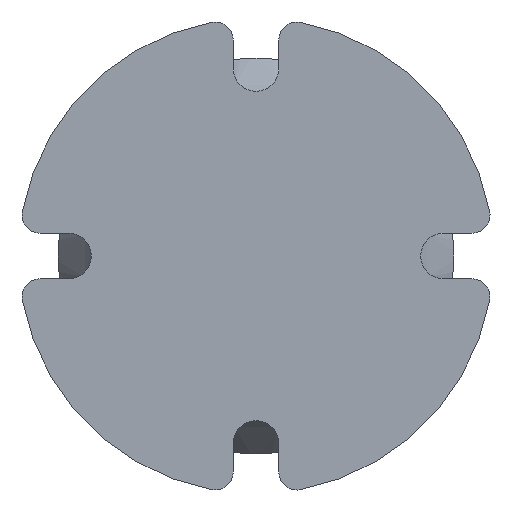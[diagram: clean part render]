
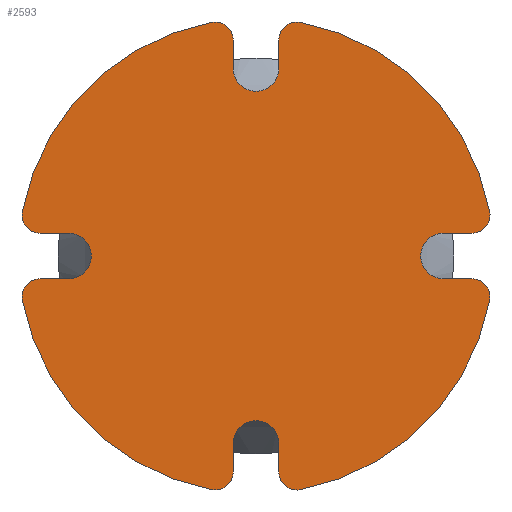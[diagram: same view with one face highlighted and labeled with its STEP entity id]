
A CAD part, front view. The second image highlights one B-rep face of the part: STEP entity #2593.
In plain terms, the highlighted planar face has unit normal (0, -1, 0).
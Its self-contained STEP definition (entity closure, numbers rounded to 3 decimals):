
#1=CARTESIAN_POINT('',(-4.5,0.,23.574));
#2=DIRECTION('',(0.,-1.,0.));
#3=DIRECTION('',(1.,0.,0.));
#4=AXIS2_PLACEMENT_3D('',#1,#2,#3);
#6=DIRECTION('',(0.,0.,-1.));
#7=VECTOR('',#6,3.074);
#8=CARTESIAN_POINT('',(-2.5,0.,23.574));
#9=LINE('',#8,#7);
#10=CARTESIAN_POINT('',(0.,0.,20.5));
#11=DIRECTION('',(0.,-1.,0.));
#12=DIRECTION('',(-1.,0.,0.));
#13=AXIS2_PLACEMENT_3D('',#10,#11,#12);
#15=DIRECTION('',(0.,0.,-1.));
#16=VECTOR('',#15,3.074);
#17=CARTESIAN_POINT('',(2.5,0.,23.574));
#18=LINE('',#17,#16);
#19=CARTESIAN_POINT('',(4.5,0.,23.574));
#20=DIRECTION('',(0.,-1.,0.));
#21=DIRECTION('',(0.188,0.,0.982));
#22=AXIS2_PLACEMENT_3D('',#19,#20,#21);
#24=CARTESIAN_POINT('',(0.,0.,0.));
#25=DIRECTION('',(0.,1.,0.));
#26=DIRECTION('',(0.188,0.,0.982));
#27=AXIS2_PLACEMENT_3D('',#24,#25,#26);
#29=CARTESIAN_POINT('',(23.574,0.,4.5));
#30=DIRECTION('',(0.,-1.,0.));
#31=DIRECTION('',(0.,0.,-1.));
#32=AXIS2_PLACEMENT_3D('',#29,#30,#31);
#34=DIRECTION('',(-1.,0.,0.));
#35=VECTOR('',#34,3.074);
#36=CARTESIAN_POINT('',(23.574,0.,2.5));
#37=LINE('',#36,#35);
#38=DIRECTION('',(-1.,0.,0.));
#39=VECTOR('',#38,3.074);
#40=CARTESIAN_POINT('',(23.574,0.,-2.5));
#41=LINE('',#40,#39);
#42=CARTESIAN_POINT('',(23.574,0.,-4.5));
#43=DIRECTION('',(0.,-1.,0.));
#44=DIRECTION('',(0.982,0.,-0.188));
#45=AXIS2_PLACEMENT_3D('',#42,#43,#44);
#47=CARTESIAN_POINT('',(0.,0.,0.));
#48=DIRECTION('',(0.,1.,0.));
#49=DIRECTION('',(0.982,0.,-0.188));
#50=AXIS2_PLACEMENT_3D('',#47,#48,#49);
#52=CARTESIAN_POINT('',(4.5,0.,-23.574));
#53=DIRECTION('',(0.,-1.,0.));
#54=DIRECTION('',(-1.,0.,0.));
#55=AXIS2_PLACEMENT_3D('',#52,#53,#54);
#57=DIRECTION('',(0.,0.,1.));
#58=VECTOR('',#57,3.074);
#59=CARTESIAN_POINT('',(2.5,0.,-23.574));
#60=LINE('',#59,#58);
#61=CARTESIAN_POINT('',(0.,0.,-20.5));
#62=DIRECTION('',(0.,-1.,0.));
#63=DIRECTION('',(1.,0.,0.));
#64=AXIS2_PLACEMENT_3D('',#61,#62,#63);
#66=DIRECTION('',(0.,0.,1.));
#67=VECTOR('',#66,3.074);
#68=CARTESIAN_POINT('',(-2.5,0.,-23.574));
#69=LINE('',#68,#67);
#70=CARTESIAN_POINT('',(-4.5,0.,-23.574));
#71=DIRECTION('',(0.,-1.,0.));
#72=DIRECTION('',(-0.188,0.,-0.982));
#73=AXIS2_PLACEMENT_3D('',#70,#71,#72);
#75=CARTESIAN_POINT('',(0.,0.,0.));
#76=DIRECTION('',(0.,1.,0.));
#77=DIRECTION('',(-0.188,0.,-0.982));
#78=AXIS2_PLACEMENT_3D('',#75,#76,#77);
#80=CARTESIAN_POINT('',(-23.574,0.,-4.5));
#81=DIRECTION('',(0.,-1.,0.));
#82=DIRECTION('',(0.,0.,1.));
#83=AXIS2_PLACEMENT_3D('',#80,#81,#82);
#85=DIRECTION('',(1.,0.,0.));
#86=VECTOR('',#85,3.074);
#87=CARTESIAN_POINT('',(-23.574,0.,-2.5));
#88=LINE('',#87,#86);
#89=DIRECTION('',(1.,0.,0.));
#90=VECTOR('',#89,3.074);
#91=CARTESIAN_POINT('',(-23.574,0.,2.5));
#92=LINE('',#91,#90);
#93=CARTESIAN_POINT('',(-23.574,0.,4.5));
#94=DIRECTION('',(0.,-1.,0.));
#95=DIRECTION('',(-0.982,0.,0.188));
#96=AXIS2_PLACEMENT_3D('',#93,#94,#95);
#98=CARTESIAN_POINT('',(0.,0.,0.));
#99=DIRECTION('',(0.,1.,0.));
#100=DIRECTION('',(-0.982,0.,0.188));
#101=AXIS2_PLACEMENT_3D('',#98,#99,#100);
#2107=CARTESIAN_POINT('',(-20.5,0.,0.));
#2108=DIRECTION('',(0.,1.,0.));
#2109=DIRECTION('',(0.,0.,1.));
#2110=AXIS2_PLACEMENT_3D('',#2107,#2108,#2109);
#2189=CARTESIAN_POINT('',(20.5,0.,0.));
#2190=DIRECTION('',(0.,1.,0.));
#2191=DIRECTION('',(0.,0.,-1.));
#2192=AXIS2_PLACEMENT_3D('',#2189,#2190,#2191);
#2274=CARTESIAN_POINT('',(-2.5,0.,-20.5));
#2276=VERTEX_POINT('',#2274);
#2278=CARTESIAN_POINT('',(2.5,0.,-20.5));
#2280=VERTEX_POINT('',#2278);
#2282=CARTESIAN_POINT('',(-20.5,0.,2.5));
#2284=VERTEX_POINT('',#2282);
#2286=CARTESIAN_POINT('',(-20.5,0.,-2.5));
#2288=VERTEX_POINT('',#2286);
#2290=CARTESIAN_POINT('',(20.5,0.,2.5));
#2292=VERTEX_POINT('',#2290);
#2294=CARTESIAN_POINT('',(20.5,0.,-2.5));
#2296=VERTEX_POINT('',#2294);
#2298=CARTESIAN_POINT('',(2.5,0.,20.5));
#2300=VERTEX_POINT('',#2298);
#2302=CARTESIAN_POINT('',(-2.5,0.,20.5));
#2304=VERTEX_POINT('',#2302);
#2420=CARTESIAN_POINT('',(-2.5,0.,23.574));
#2421=VERTEX_POINT('',#2420);
#2422=CARTESIAN_POINT('',(-4.875,0.,25.539));
#2423=VERTEX_POINT('',#2422);
#2424=CARTESIAN_POINT('',(4.875,0.,25.539));
#2425=CARTESIAN_POINT('',(2.5,0.,23.574));
#2426=VERTEX_POINT('',#2424);
#2427=VERTEX_POINT('',#2425);
#2433=CARTESIAN_POINT('',(-25.539,0.,4.875));
#2434=CARTESIAN_POINT('',(-23.574,0.,2.5));
#2435=VERTEX_POINT('',#2433);
#2436=VERTEX_POINT('',#2434);
#2446=CARTESIAN_POINT('',(-23.574,0.,-2.5));
#2447=VERTEX_POINT('',#2446);
#2448=CARTESIAN_POINT('',(-25.539,0.,-4.875));
#2449=VERTEX_POINT('',#2448);
#2454=CARTESIAN_POINT('',(2.5,0.,-23.574));
#2455=VERTEX_POINT('',#2454);
#2456=CARTESIAN_POINT('',(4.875,0.,-25.539));
#2457=VERTEX_POINT('',#2456);
#2458=CARTESIAN_POINT('',(-4.875,0.,-25.539));
#2459=CARTESIAN_POINT('',(-2.5,0.,-23.574));
#2460=VERTEX_POINT('',#2458);
#2461=VERTEX_POINT('',#2459);
#2471=CARTESIAN_POINT('',(23.574,0.,2.5));
#2472=VERTEX_POINT('',#2471);
#2473=CARTESIAN_POINT('',(25.539,0.,4.875));
#2474=VERTEX_POINT('',#2473);
#2475=CARTESIAN_POINT('',(25.539,0.,-4.875));
#2476=CARTESIAN_POINT('',(23.574,0.,-2.5));
#2477=VERTEX_POINT('',#2475);
#2478=VERTEX_POINT('',#2476);
#2538=CARTESIAN_POINT('',(0.,0.,0.));
#2539=DIRECTION('',(0.,1.,0.));
#2540=DIRECTION('',(1.,0.,0.));
#2541=AXIS2_PLACEMENT_3D('',#2538,#2539,#2540);
#2542=PLANE('',#2541);
#2544=ORIENTED_EDGE('',*,*,#2543,.F.);
#2546=ORIENTED_EDGE('',*,*,#2545,.T.);
#2548=ORIENTED_EDGE('',*,*,#2547,.T.);
#2550=ORIENTED_EDGE('',*,*,#2549,.F.);
#2552=ORIENTED_EDGE('',*,*,#2551,.F.);
#2554=ORIENTED_EDGE('',*,*,#2553,.T.);
#2556=ORIENTED_EDGE('',*,*,#2555,.F.);
#2558=ORIENTED_EDGE('',*,*,#2557,.T.);
#2560=ORIENTED_EDGE('',*,*,#2559,.F.);
#2562=ORIENTED_EDGE('',*,*,#2561,.F.);
#2564=ORIENTED_EDGE('',*,*,#2563,.F.);
#2566=ORIENTED_EDGE('',*,*,#2565,.T.);
#2568=ORIENTED_EDGE('',*,*,#2567,.F.);
#2570=ORIENTED_EDGE('',*,*,#2569,.T.);
#2572=ORIENTED_EDGE('',*,*,#2571,.T.);
#2574=ORIENTED_EDGE('',*,*,#2573,.F.);
#2576=ORIENTED_EDGE('',*,*,#2575,.F.);
#2578=ORIENTED_EDGE('',*,*,#2577,.T.);
#2580=ORIENTED_EDGE('',*,*,#2579,.F.);
#2582=ORIENTED_EDGE('',*,*,#2581,.T.);
#2584=ORIENTED_EDGE('',*,*,#2583,.F.);
#2586=ORIENTED_EDGE('',*,*,#2585,.F.);
#2588=ORIENTED_EDGE('',*,*,#2587,.F.);
#2590=ORIENTED_EDGE('',*,*,#2589,.T.);
#2591=EDGE_LOOP('',(#2544,#2546,#2548,#2550,#2552,#2554,#2556,#2558,#2560,#2562,
#2564,#2566,#2568,#2570,#2572,#2574,#2576,#2578,#2580,#2582,#2584,#2586,#2588,
#2590));
#2592=FACE_OUTER_BOUND('',#2591,.F.);
#2593=ADVANCED_FACE('',(#2592),#2542,.F.);
#5=CIRCLE('',#4,2.);
#14=CIRCLE('',#13,2.5);
#23=CIRCLE('',#22,2.);
#28=CIRCLE('',#27,26.);
#33=CIRCLE('',#32,2.);
#46=CIRCLE('',#45,2.);
#51=CIRCLE('',#50,26.);
#56=CIRCLE('',#55,2.);
#65=CIRCLE('',#64,2.5);
#74=CIRCLE('',#73,2.);
#79=CIRCLE('',#78,26.);
#84=CIRCLE('',#83,2.);
#97=CIRCLE('',#96,2.);
#102=CIRCLE('',#101,26.);
#2111=CIRCLE('',#2110,2.5);
#2193=CIRCLE('',#2192,2.5);
#2543=EDGE_CURVE('',#2421,#2423,#5,.T.);
#2545=EDGE_CURVE('',#2421,#2304,#9,.T.);
#2547=EDGE_CURVE('',#2304,#2300,#14,.T.);
#2549=EDGE_CURVE('',#2427,#2300,#18,.T.);
#2551=EDGE_CURVE('',#2426,#2427,#23,.T.);
#2553=EDGE_CURVE('',#2426,#2474,#28,.T.);
#2555=EDGE_CURVE('',#2472,#2474,#33,.T.);
#2557=EDGE_CURVE('',#2472,#2292,#37,.T.);
#2559=EDGE_CURVE('',#2296,#2292,#2193,.T.);
#2561=EDGE_CURVE('',#2478,#2296,#41,.T.);
#2563=EDGE_CURVE('',#2477,#2478,#46,.T.);
#2565=EDGE_CURVE('',#2477,#2457,#51,.T.);
#2567=EDGE_CURVE('',#2455,#2457,#56,.T.);
#2569=EDGE_CURVE('',#2455,#2280,#60,.T.);
#2571=EDGE_CURVE('',#2280,#2276,#65,.T.);
#2573=EDGE_CURVE('',#2461,#2276,#69,.T.);
#2575=EDGE_CURVE('',#2460,#2461,#74,.T.);
#2577=EDGE_CURVE('',#2460,#2449,#79,.T.);
#2579=EDGE_CURVE('',#2447,#2449,#84,.T.);
#2581=EDGE_CURVE('',#2447,#2288,#88,.T.);
#2583=EDGE_CURVE('',#2284,#2288,#2111,.T.);
#2585=EDGE_CURVE('',#2436,#2284,#92,.T.);
#2587=EDGE_CURVE('',#2435,#2436,#97,.T.);
#2589=EDGE_CURVE('',#2435,#2423,#102,.T.);
